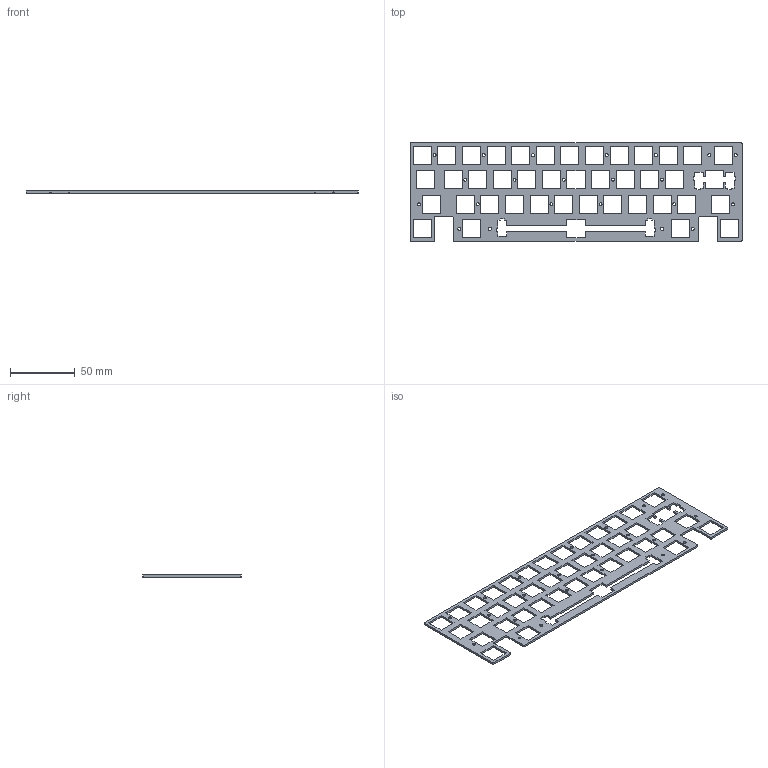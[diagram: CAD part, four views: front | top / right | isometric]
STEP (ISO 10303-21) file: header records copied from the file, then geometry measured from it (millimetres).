
FILE_DESCRIPTION(('KiCad electronic assembly'),'2;1');
FILE_NAME('naevies plate old.step','2025-05-02T20:20:42',('Pcbnew'),( 'Kicad'),'Open CASCADE STEP processor 7.8','KiCad to STEP converter' ,'Unknown');
FILE_SCHEMA(('AUTOMOTIVE_DESIGN { 1 0 10303 214 1 1 1 1 }'));
Length unit declared in the file: millimetre
Products named in the file (2): naevies plate old 1; naevies plate proto_PCB
Assembly tree (1 placements, depth 2):
  naevies plate old 1
    naevies plate proto_PCB
Bounding box: 257.18 x 76.2 x 1.6 mm (x, y, z)
Volume: 15892.3 mm3; surface area: 25586.9 mm2
Topology: 1 solids, 1 shells, 292 faces, 870 edges, 580 vertices
Faces by surface type: plane 258, cylinder 34
Full cylindrical faces by diameter (mm): 2.3 x22
Entity records: 9955 total; most frequent: CARTESIAN_POINT 1744, ORIENTED_EDGE 1740, DIRECTION 1526, EDGE_CURVE 870, LINE 802, VECTOR 802, VERTEX_POINT 580, FACE_BOUND 420
